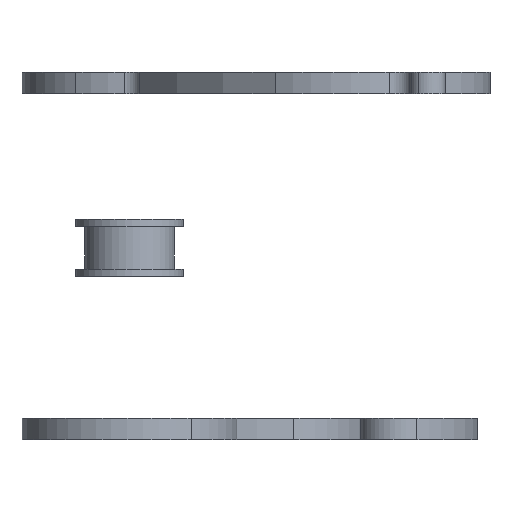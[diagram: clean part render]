
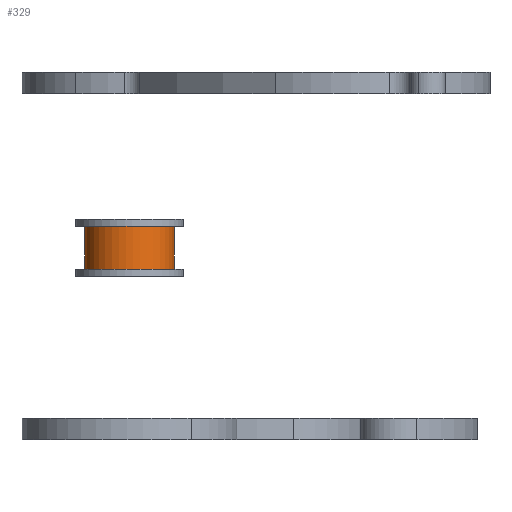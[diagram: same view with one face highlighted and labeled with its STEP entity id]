
A CAD part, left-side view. The second image highlights one B-rep face of the part: STEP entity #329.
In plain terms, the highlighted free-form (B-spline) face has degree [2, 1] with [5, 2] control points.
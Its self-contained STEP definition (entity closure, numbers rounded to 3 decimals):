
#70 = VERTEX_POINT('',#71);
#71 = CARTESIAN_POINT('',(0.787,3.132,4.284)
  );
#72 = VERTEX_POINT('',#73);
#73 = CARTESIAN_POINT('',(0.787,-0.025,
    4.284));
#81 = EDGE_CURVE('',#72,#82,#84,.T.);
#82 = VERTEX_POINT('',#83);
#83 = CARTESIAN_POINT('',(0.787,-0.025,
    2.769));
#84 = B_SPLINE_CURVE_WITH_KNOTS('',1,(#85,#86),.UNSPECIFIED.,.F.,.F.,(2,
    2),(-1.4,-0.2),.PIECEWISE_BEZIER_KNOTS.);
#85 = CARTESIAN_POINT('',(0.787,-0.025,
    4.284));
#86 = CARTESIAN_POINT('',(0.787,-0.025,
    2.769));
#89 = VERTEX_POINT('',#90);
#90 = CARTESIAN_POINT('',(0.787,3.132,2.769)
  );
#98 = EDGE_CURVE('',#70,#89,#99,.T.);
#99 = B_SPLINE_CURVE_WITH_KNOTS('',1,(#100,#101),.UNSPECIFIED.,.F.,.F.,(
    2,2),(-1.4,-0.2),.PIECEWISE_BEZIER_KNOTS.);
#100 = CARTESIAN_POINT('',(0.787,3.132,4.284)
  );
#101 = CARTESIAN_POINT('',(0.787,3.132,2.769)
  );
#313 = EDGE_CURVE('',#82,#89,#314,.T.);
#314 = ( BOUNDED_CURVE() B_SPLINE_CURVE(2,(#315,#316,#317,#318,#319),
.UNSPECIFIED.,.F.,.F.) B_SPLINE_CURVE_WITH_KNOTS((3,2,3),(3.142,
4.712,6.283),.PIECEWISE_BEZIER_KNOTS.) CURVE() 
GEOMETRIC_REPRESENTATION_ITEM() RATIONAL_B_SPLINE_CURVE((1.,
0.707,1.,0.707,1.)) REPRESENTATION_ITEM('') );
#315 = CARTESIAN_POINT('',(0.787,-0.025,
    2.769));
#316 = CARTESIAN_POINT('',(-0.791,-0.025,
    2.769));
#317 = CARTESIAN_POINT('',(-0.791,1.553,2.769
    ));
#318 = CARTESIAN_POINT('',(-0.791,3.132,2.769
    ));
#319 = CARTESIAN_POINT('',(0.787,3.132,2.769)
  );
#329 = ADVANCED_FACE('',(#330),#343,.T.);
#330 = FACE_BOUND('',#331,.T.);
#331 = EDGE_LOOP('',(#332,#333,#341,#342));
#332 = ORIENTED_EDGE('',*,*,#81,.F.);
#333 = ORIENTED_EDGE('',*,*,#334,.T.);
#334 = EDGE_CURVE('',#72,#70,#335,.T.);
#335 = ( BOUNDED_CURVE() B_SPLINE_CURVE(2,(#336,#337,#338,#339,#340),
.UNSPECIFIED.,.F.,.F.) B_SPLINE_CURVE_WITH_KNOTS((3,2,3),(3.142,
4.712,6.283),.PIECEWISE_BEZIER_KNOTS.) CURVE() 
GEOMETRIC_REPRESENTATION_ITEM() RATIONAL_B_SPLINE_CURVE((1.,
0.707,1.,0.707,1.)) REPRESENTATION_ITEM('') );
#336 = CARTESIAN_POINT('',(0.787,-0.025,
    4.284));
#337 = CARTESIAN_POINT('',(-0.791,-0.025,
    4.284));
#338 = CARTESIAN_POINT('',(-0.791,1.553,4.284
    ));
#339 = CARTESIAN_POINT('',(-0.791,3.132,4.284
    ));
#340 = CARTESIAN_POINT('',(0.787,3.132,4.284)
  );
#341 = ORIENTED_EDGE('',*,*,#98,.T.);
#342 = ORIENTED_EDGE('',*,*,#313,.F.);
#343 = ( BOUNDED_SURFACE() B_SPLINE_SURFACE(2,1,(
    (#344,#345)
    ,(#346,#347)
    ,(#348,#349)
    ,(#350,#351)
,(#352,#353
    )),.UNSPECIFIED.,.F.,.F.,.F.) B_SPLINE_SURFACE_WITH_KNOTS((3,2,3),(2
    ,2),(3.142,4.712,6.283),(-1.4,-0.2),
.PIECEWISE_BEZIER_KNOTS.) GEOMETRIC_REPRESENTATION_ITEM() 
RATIONAL_B_SPLINE_SURFACE((
    (1.,1.)
    ,(0.707,0.707)
    ,(1.,1.)
    ,(0.707,0.707)
,(1.,1.))) REPRESENTATION_ITEM('') SURFACE() );
#344 = CARTESIAN_POINT('',(0.787,-0.025,
    4.284));
#345 = CARTESIAN_POINT('',(0.787,-0.025,
    2.769));
#346 = CARTESIAN_POINT('',(-0.791,-0.025,
    4.284));
#347 = CARTESIAN_POINT('',(-0.791,-0.025,
    2.769));
#348 = CARTESIAN_POINT('',(-0.791,1.553,4.284
    ));
#349 = CARTESIAN_POINT('',(-0.791,1.553,2.769
    ));
#350 = CARTESIAN_POINT('',(-0.791,3.132,4.284
    ));
#351 = CARTESIAN_POINT('',(-0.791,3.132,2.769
    ));
#352 = CARTESIAN_POINT('',(0.787,3.132,4.284)
  );
#353 = CARTESIAN_POINT('',(0.787,3.132,2.769)
  );
